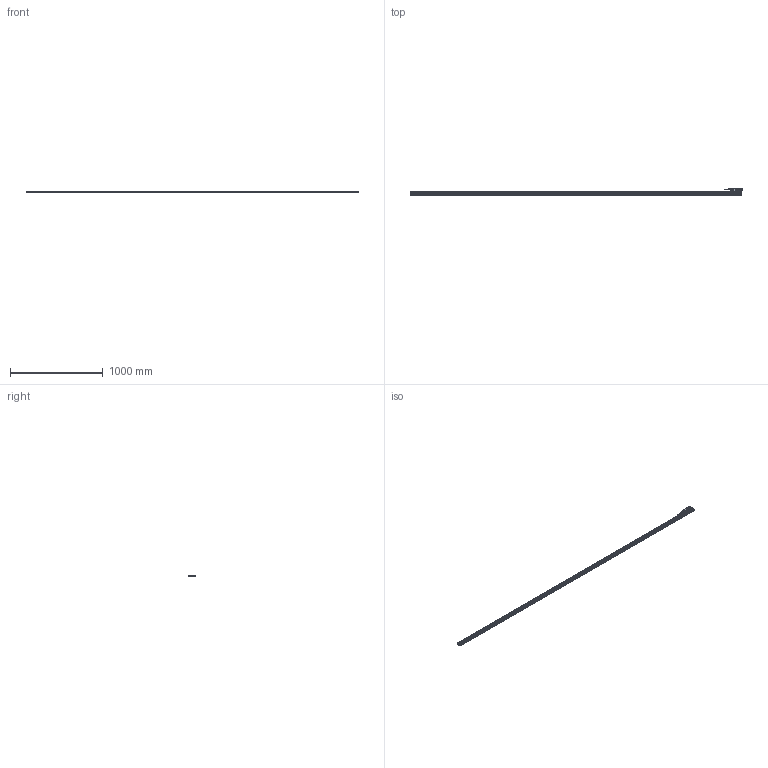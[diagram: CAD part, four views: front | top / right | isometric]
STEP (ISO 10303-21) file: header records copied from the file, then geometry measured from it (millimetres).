
FILE_DESCRIPTION(('CATIA V5 STEP','CAx-IF Rec.Pracs.--- Model Styling and Organization---1.4--- 2014-01-23'),'2;1');
FILE_NAME('SQ57-347-R.stp','2021-01-04T06:53:53+00:00',('none'),('none'),'CATIA Version 5-6 Release 2017 SP5','CATIA V5 STEP AP214','none');
FILE_SCHEMA(('AUTOMOTIVE_DESIGN { 1 0 10303 214 1 1 1 1 }'));
Products named in the file (4): SQ57-347-R; Head ASSY R; Scale cover 3470; Scale base 3470
Assembly tree (3 placements, depth 2):
  SQ57-347-R
    Head ASSY R
    Scale cover 3470
    Scale base 3470
Bounding box: 3580.5 x 77 x 20 mm (x, y, z)
Volume: 1768902.7 mm3; surface area: 1276292.9 mm2
Topology: 3 solids, 33 shells, 5208 faces, 13533 edges, 8620 vertices
Faces by surface type: cone 1819, plane 1448, cylinder 1210, bspline 515, torus 175, sphere 34, extrusion 7
Entity records: 175756 total; most frequent: CARTESIAN_POINT 61060, ORIENTED_EDGE 26962, DIRECTION 17491, EDGE_CURVE 13481, VERTEX_POINT 8620, AXIS2_PLACEMENT_3D 8545, VECTOR 5821, LINE 5814
